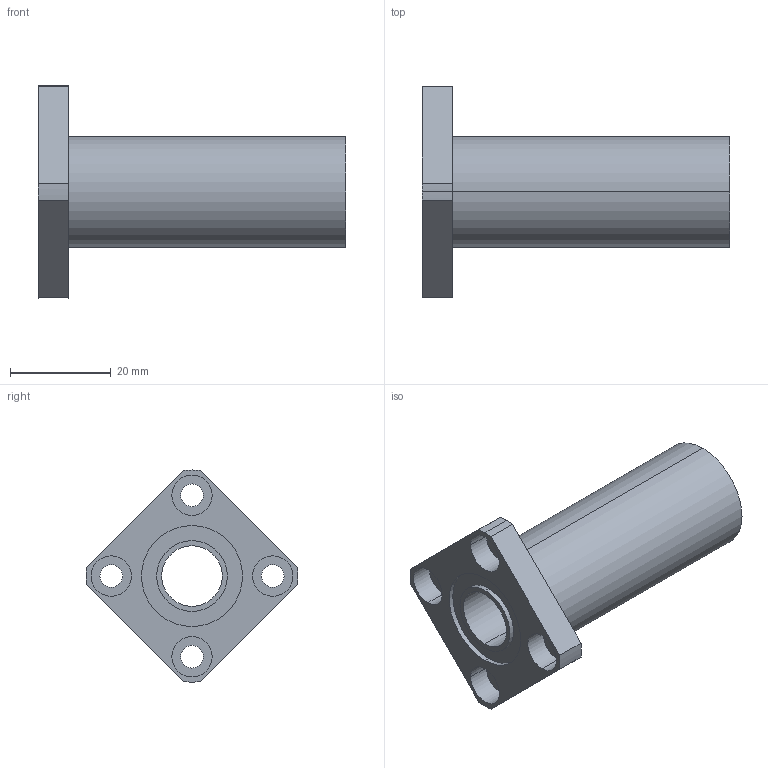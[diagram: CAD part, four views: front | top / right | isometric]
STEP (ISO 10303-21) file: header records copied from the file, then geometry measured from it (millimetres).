
FILE_DESCRIPTION (( 'STEP AP214' ), '1' );
FILE_NAME ('LMEK12LUU-Rollco.step', '2024-02-16T11:43:28', ( '' ), ( '' ), 'SwSTEP 2.0', 'SolidWorks 2010', '' );
FILE_SCHEMA (( 'AUTOMOTIVE_DESIGN' ));
Length unit declared in the file: millimetre
Products named in the file (1): LMEK12LUU-Rollco
Bounding box: 61 x 41.98 x 41.99 mm (x, y, z)
Volume: 18780.1 mm3; surface area: 9254.6 mm2
Topology: 1 solids, 1 shells, 48 faces, 111 edges, 74 vertices
Faces by surface type: cylinder 33, plane 15
Entity records: 1565 total; most frequent: DIRECTION 275, CARTESIAN_POINT 234, ORIENTED_EDGE 222, AXIS2_PLACEMENT_3D 115, EDGE_CURVE 111, VERTEX_POINT 74, EDGE_LOOP 67, CIRCLE 66
